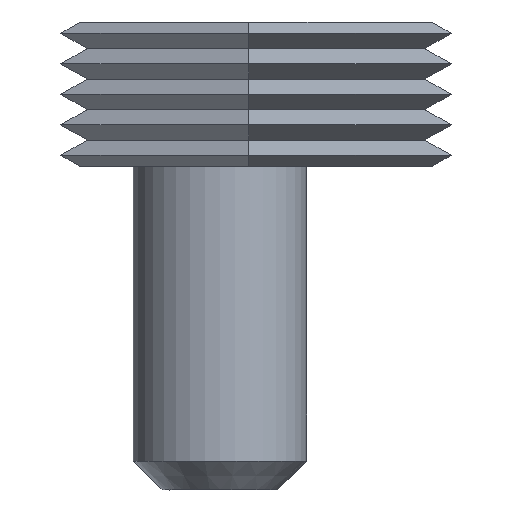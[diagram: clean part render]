
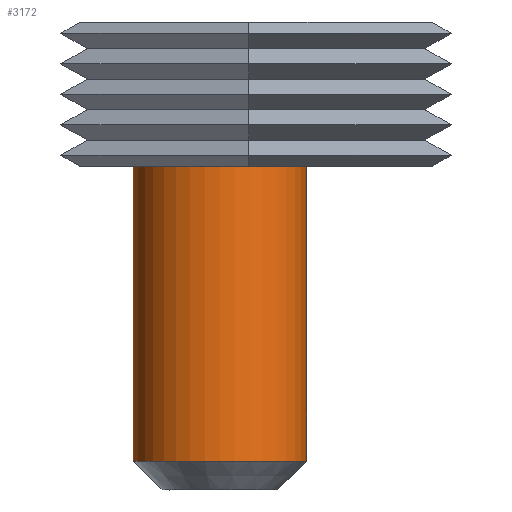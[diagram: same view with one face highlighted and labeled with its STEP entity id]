
A CAD part, front view. The second image highlights one B-rep face of the part: STEP entity #3172.
In plain terms, the highlighted cylindrical face has radius 6 mm (diameter 12 mm), a partial arc.
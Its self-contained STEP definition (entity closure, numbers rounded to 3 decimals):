
#165 = VERTEX_POINT ( 'NONE', #3542 ) ;
#373 = EDGE_CURVE ( 'NONE', #165, #4888, #1424, .T. ) ;
#399 = DIRECTION ( 'NONE',  ( 0., 0., 1. ) ) ;
#540 = VECTOR ( 'NONE', #3264, 1000. ) ;
#806 = ORIENTED_EDGE ( 'NONE', *, *, #4191, .T. ) ;
#862 = CYLINDRICAL_SURFACE ( 'NONE', #7481, 6. ) ;
#938 = EDGE_LOOP ( 'NONE', ( #3576, #2427, #2069, #806 ) ) ;
#946 = DIRECTION ( 'NONE',  ( 0., 0., -1. ) ) ;
#1169 = CARTESIAN_POINT ( 'NONE',  ( 6., 0., 0. ) ) ;
#1355 = AXIS2_PLACEMENT_3D ( 'NONE', #4281, #3205, #6120 ) ;
#1424 = LINE ( 'NONE', #4545, #540 ) ;
#1870 = CIRCLE ( 'NONE', #1355, 6. ) ;
#2069 = ORIENTED_EDGE ( 'NONE', *, *, #2099, .T. ) ;
#2099 = EDGE_CURVE ( 'NONE', #2945, #7343, #6026, .T. ) ;
#2153 = CARTESIAN_POINT ( 'NONE',  ( 0., 0., 0. ) ) ;
#2320 = CARTESIAN_POINT ( 'NONE',  ( 6., 0., -23. ) ) ;
#2427 = ORIENTED_EDGE ( 'NONE', *, *, #5849, .T. ) ;
#2615 = VECTOR ( 'NONE', #5990, 1000. ) ;
#2870 = CIRCLE ( 'NONE', #6322, 6. ) ;
#2945 = VERTEX_POINT ( 'NONE', #2320 ) ;
#2988 = CARTESIAN_POINT ( 'NONE',  ( -6., 0., 0. ) ) ;
#3172 = ADVANCED_FACE ( 'NONE', ( #3985 ), #862, .T. ) ;
#3205 = DIRECTION ( 'NONE',  ( 0., 0., 1. ) ) ;
#3264 = DIRECTION ( 'NONE',  ( 0., 0., 1. ) ) ;
#3542 = CARTESIAN_POINT ( 'NONE',  ( -6., 0., -23. ) ) ;
#3576 = ORIENTED_EDGE ( 'NONE', *, *, #373, .F. ) ;
#3985 = FACE_OUTER_BOUND ( 'NONE', #938, .T. ) ;
#4191 = EDGE_CURVE ( 'NONE', #7343, #4888, #2870, .T. ) ;
#4281 = CARTESIAN_POINT ( 'NONE',  ( 0., 0., -23. ) ) ;
#4545 = CARTESIAN_POINT ( 'NONE',  ( -6., 0., -25. ) ) ;
#4888 = VERTEX_POINT ( 'NONE', #2988 ) ;
#5355 = CARTESIAN_POINT ( 'NONE',  ( 6., 0., -25. ) ) ;
#5849 = EDGE_CURVE ( 'NONE', #165, #2945, #1870, .T. ) ;
#5990 = DIRECTION ( 'NONE',  ( 0., 0., 1. ) ) ;
#6026 = LINE ( 'NONE', #5355, #2615 ) ;
#6120 = DIRECTION ( 'NONE',  ( -1., 0., 0. ) ) ;
#6322 = AXIS2_PLACEMENT_3D ( 'NONE', #2153, #946, #7489 ) ;
#7343 = VERTEX_POINT ( 'NONE', #1169 ) ;
#7481 = AXIS2_PLACEMENT_3D ( 'NONE', #7664, #399, #7697 ) ;
#7489 = DIRECTION ( 'NONE',  ( 1., 0., 0. ) ) ;
#7664 = CARTESIAN_POINT ( 'NONE',  ( 0., 0., -25. ) ) ;
#7697 = DIRECTION ( 'NONE',  ( 1., 0., 0. ) ) ;
